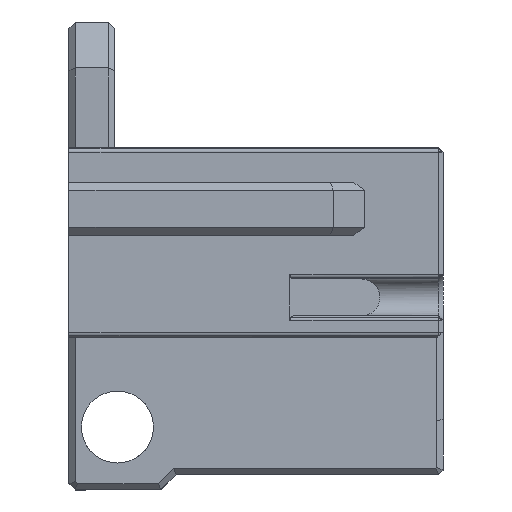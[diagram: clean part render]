
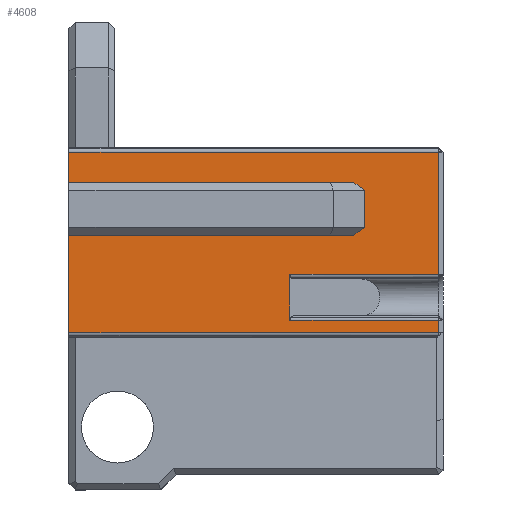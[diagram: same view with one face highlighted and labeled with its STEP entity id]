
A CAD part, left-side view. The second image highlights one B-rep face of the part: STEP entity #4608.
In plain terms, the highlighted planar face has unit normal (-1, 0, 0).
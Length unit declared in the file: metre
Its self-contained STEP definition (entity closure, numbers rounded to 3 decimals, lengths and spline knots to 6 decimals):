
#1 = CARTESIAN_POINT ( 'NONE',  ( 0.31366, -0.175581, 0.096359 ) ) ;
#15 = LINE ( 'NONE', #3464, #3523 ) ;
#28 = ORIENTED_EDGE ( 'NONE', *, *, #4633, .T. ) ;
#52 = DIRECTION ( 'NONE',  ( 0., 1., 0. ) ) ;
#269 = CARTESIAN_POINT ( 'NONE',  ( 0.31366, -0.167596, 0.096111 ) ) ;
#368 = CARTESIAN_POINT ( 'NONE',  ( 0.31366, -0.167596, 0.099919 ) ) ;
#544 = EDGE_CURVE ( 'NONE', #2782, #4522, #1778, .T. ) ;
#573 = VERTEX_POINT ( 'NONE', #3445 ) ;
#712 = LINE ( 'NONE', #6808, #6646 ) ;
#851 = LINE ( 'NONE', #1280, #4811 ) ;
#867 = CARTESIAN_POINT ( 'NONE',  ( 0.31366, -0.155317, 0.097713 ) ) ;
#888 = EDGE_CURVE ( 'NONE', #573, #5565, #4463, .T. ) ;
#995 = LINE ( 'NONE', #2005, #5599 ) ;
#1003 = LINE ( 'NONE', #4886, #3037 ) ;
#1006 = VERTEX_POINT ( 'NONE', #6733 ) ;
#1073 = EDGE_CURVE ( 'NONE', #2552, #573, #6984, .T. ) ;
#1151 = CARTESIAN_POINT ( 'NONE',  ( 0.31366, -0.160681, 0.102486 ) ) ;
#1280 = CARTESIAN_POINT ( 'NONE',  ( 0.31366, -0.166788, 0.096111 ) ) ;
#1296 = CARTESIAN_POINT ( 'NONE',  ( 0.31366, -0.143465, 0.096111 ) ) ;
#1322 = AXIS2_PLACEMENT_3D ( 'NONE', #1595, #2717, #3147 ) ;
#1357 = EDGE_CURVE ( 'NONE', #6726, #3805, #5106, .T. ) ;
#1376 = VERTEX_POINT ( 'NONE', #269 ) ;
#1454 = DIRECTION ( 'NONE',  ( 0., -1., 0. ) ) ;
#1507 = ORIENTED_EDGE ( 'NONE', *, *, #1073, .T. ) ;
#1595 = CARTESIAN_POINT ( 'NONE',  ( 0.31366, -0.177896, 0.061486 ) ) ;
#1624 = ORIENTED_EDGE ( 'NONE', *, *, #6429, .T. ) ;
#1661 = EDGE_CURVE ( 'NONE', #2241, #3883, #4439, .T. ) ;
#1778 = LINE ( 'NONE', #5122, #2618 ) ;
#1780 = LINE ( 'NONE', #4693, #3862 ) ;
#1819 = CARTESIAN_POINT ( 'NONE',  ( 0.31366, -0.162774, 0.105415 ) ) ;
#2005 = CARTESIAN_POINT ( 'NONE',  ( 0.31366, -0.166788, 0.1079 ) ) ;
#2106 = DIRECTION ( 'NONE',  ( 0., -1., 0. ) ) ;
#2227 = EDGE_CURVE ( 'NONE', #4139, #6726, #1780, .T. ) ;
#2229 = CARTESIAN_POINT ( 'NONE',  ( 0.31366, -0.172896, 0.099919 ) ) ;
#2241 = VERTEX_POINT ( 'NONE', #1819 ) ;
#2346 = DIRECTION ( 'NONE',  ( 0., 0., -1. ) ) ;
#2490 = VECTOR ( 'NONE', #5186, 1. ) ;
#2552 = VERTEX_POINT ( 'NONE', #2887 ) ;
#2580 = EDGE_CURVE ( 'NONE', #2241, #2552, #15, .T. ) ;
#2617 = CARTESIAN_POINT ( 'NONE',  ( 0.31366, -0.167596, 0.081027 ) ) ;
#2618 = VECTOR ( 'NONE', #5088, 1. ) ;
#2717 = DIRECTION ( 'NONE',  ( -1., 0., 0. ) ) ;
#2734 = ORIENTED_EDGE ( 'NONE', *, *, #544, .T. ) ;
#2782 = VERTEX_POINT ( 'NONE', #4882 ) ;
#2887 = CARTESIAN_POINT ( 'NONE',  ( 0.31366, -0.162774, 0.102986 ) ) ;
#2919 = CARTESIAN_POINT ( 'NONE',  ( 0.31366, -0.167596, 0.096919 ) ) ;
#2923 = DIRECTION ( 'NONE',  ( 0., 0., -1. ) ) ;
#2995 = EDGE_CURVE ( 'NONE', #1376, #4842, #851, .T. ) ;
#3037 = VECTOR ( 'NONE', #3171, 1. ) ;
#3147 = DIRECTION ( 'NONE',  ( 0., 1., 0. ) ) ;
#3171 = DIRECTION ( 'NONE',  ( 0., -1., 0. ) ) ;
#3184 = VECTOR ( 'NONE', #6769, 1. ) ;
#3228 = ORIENTED_EDGE ( 'NONE', *, *, #1661, .F. ) ;
#3445 = CARTESIAN_POINT ( 'NONE',  ( 0.31366, -0.162067, 0.102486 ) ) ;
#3464 = CARTESIAN_POINT ( 'NONE',  ( 0.31366, -0.162774, 0.082843 ) ) ;
#3523 = VECTOR ( 'NONE', #2923, 1. ) ;
#3696 = ORIENTED_EDGE ( 'NONE', *, *, #6895, .F. ) ;
#3789 = ORIENTED_EDGE ( 'NONE', *, *, #6728, .F. ) ;
#3805 = VERTEX_POINT ( 'NONE', #6471 ) ;
#3813 = DIRECTION ( 'NONE',  ( 0., 0.816, 0.577 ) ) ;
#3862 = VECTOR ( 'NONE', #6927, 1. ) ;
#3883 = VERTEX_POINT ( 'NONE', #6680 ) ;
#3927 = ORIENTED_EDGE ( 'NONE', *, *, #2580, .T. ) ;
#3969 = VECTOR ( 'NONE', #7078, 1. ) ;
#4084 = VECTOR ( 'NONE', #1454, 1. ) ;
#4109 = VECTOR ( 'NONE', #52, 1. ) ;
#4132 = LINE ( 'NONE', #6365, #4084 ) ;
#4139 = VERTEX_POINT ( 'NONE', #4435 ) ;
#4229 = EDGE_CURVE ( 'NONE', #6445, #1376, #5452, .T. ) ;
#4386 = CARTESIAN_POINT ( 'NONE',  ( 0.31366, -0.157896, 0.099419 ) ) ;
#4425 = FACE_OUTER_BOUND ( 'NONE', #5725, .T. ) ;
#4430 = ORIENTED_EDGE ( 'NONE', *, *, #6111, .T. ) ;
#4435 = CARTESIAN_POINT ( 'NONE',  ( 0.31366, -0.167596, 0.1079 ) ) ;
#4439 = LINE ( 'NONE', #1, #7043 ) ;
#4463 = LINE ( 'NONE', #1151, #3184 ) ;
#4473 = ORIENTED_EDGE ( 'NONE', *, *, #1357, .F. ) ;
#4522 = VERTEX_POINT ( 'NONE', #5995 ) ;
#4577 = ORIENTED_EDGE ( 'NONE', *, *, #888, .T. ) ;
#4608 = ADVANCED_FACE ( 'NONE', ( #4425 ), #6662, .T. ) ;
#4633 = EDGE_CURVE ( 'NONE', #1006, #3805, #6065, .T. ) ;
#4693 = CARTESIAN_POINT ( 'NONE',  ( 0.31366, -0.167596, 0.081027 ) ) ;
#4811 = VECTOR ( 'NONE', #6971, 1. ) ;
#4842 = VERTEX_POINT ( 'NONE', #1296 ) ;
#4882 = CARTESIAN_POINT ( 'NONE',  ( 0.31366, -0.143465, 0.1079 ) ) ;
#4886 = CARTESIAN_POINT ( 'NONE',  ( 0.31366, -0.160681, 0.105915 ) ) ;
#4906 = CARTESIAN_POINT ( 'NONE',  ( 0.31366, -0.143465, 0.102486 ) ) ;
#5088 = DIRECTION ( 'NONE',  ( 0., 0., -1. ) ) ;
#5106 = LINE ( 'NONE', #2229, #4109 ) ;
#5122 = CARTESIAN_POINT ( 'NONE',  ( 0.31366, -0.143465, 0.076661 ) ) ;
#5186 = DIRECTION ( 'NONE',  ( 0., 0.816, -0.577 ) ) ;
#5336 = ORIENTED_EDGE ( 'NONE', *, *, #4229, .F. ) ;
#5452 = LINE ( 'NONE', #2617, #3969 ) ;
#5498 = VECTOR ( 'NONE', #6626, 1. ) ;
#5565 = VERTEX_POINT ( 'NONE', #4906 ) ;
#5599 = VECTOR ( 'NONE', #2106, 1. ) ;
#5725 = EDGE_LOOP ( 'NONE', ( #6887, #3789, #2734, #1624, #3228, #3927, #1507, #4577, #4430, #6047, #5336, #3696, #28, #4473 ) ) ;
#5995 = CARTESIAN_POINT ( 'NONE',  ( 0.31366, -0.143465, 0.105915 ) ) ;
#6047 = ORIENTED_EDGE ( 'NONE', *, *, #2995, .F. ) ;
#6065 = LINE ( 'NONE', #4386, #5498 ) ;
#6111 = EDGE_CURVE ( 'NONE', #5565, #4842, #712, .T. ) ;
#6365 = CARTESIAN_POINT ( 'NONE',  ( 0.31366, -0.172896, 0.096919 ) ) ;
#6429 = EDGE_CURVE ( 'NONE', #4522, #3883, #1003, .T. ) ;
#6445 = VERTEX_POINT ( 'NONE', #2919 ) ;
#6471 = CARTESIAN_POINT ( 'NONE',  ( 0.31366, -0.157896, 0.099919 ) ) ;
#6626 = DIRECTION ( 'NONE',  ( 0., 0., 1. ) ) ;
#6646 = VECTOR ( 'NONE', #2346, 1. ) ;
#6662 = PLANE ( 'NONE',  #1322 ) ;
#6680 = CARTESIAN_POINT ( 'NONE',  ( 0.31366, -0.162067, 0.105915 ) ) ;
#6726 = VERTEX_POINT ( 'NONE', #368 ) ;
#6728 = EDGE_CURVE ( 'NONE', #2782, #4139, #995, .T. ) ;
#6733 = CARTESIAN_POINT ( 'NONE',  ( 0.31366, -0.157896, 0.096919 ) ) ;
#6769 = DIRECTION ( 'NONE',  ( 0., 1., 0. ) ) ;
#6808 = CARTESIAN_POINT ( 'NONE',  ( 0.31366, -0.143465, 0.076661 ) ) ;
#6887 = ORIENTED_EDGE ( 'NONE', *, *, #2227, .F. ) ;
#6895 = EDGE_CURVE ( 'NONE', #1006, #6445, #4132, .T. ) ;
#6927 = DIRECTION ( 'NONE',  ( 0., 0., -1. ) ) ;
#6971 = DIRECTION ( 'NONE',  ( 0., 1., 0. ) ) ;
#6984 = LINE ( 'NONE', #867, #2490 ) ;
#7043 = VECTOR ( 'NONE', #3813, 1. ) ;
#7078 = DIRECTION ( 'NONE',  ( 0., 0., -1. ) ) ;
